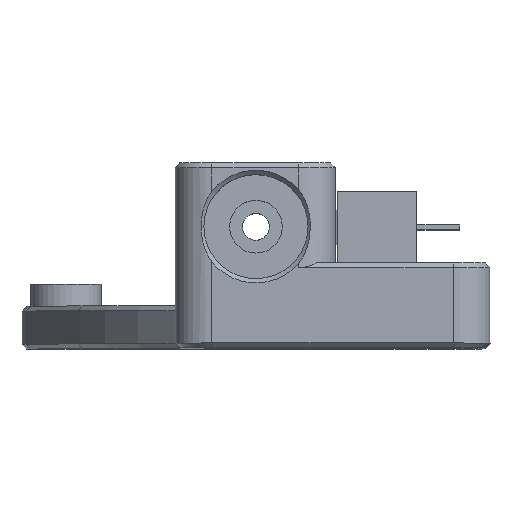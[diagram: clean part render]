
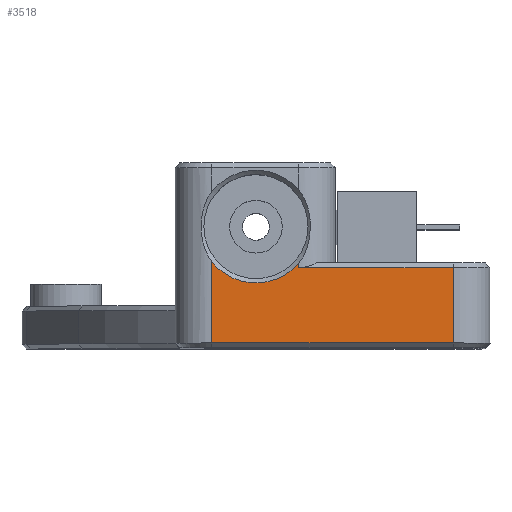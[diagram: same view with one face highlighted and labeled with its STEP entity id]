
A CAD part, top view. The second image highlights one B-rep face of the part: STEP entity #3518.
In plain terms, the highlighted planar face has unit normal (0, 0, 1).
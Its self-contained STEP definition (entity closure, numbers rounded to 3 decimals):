
#266=PLANE('',#3771);
#388=FACE_OUTER_BOUND('',#602,.T.);
#602=EDGE_LOOP('',(#2664,#2665,#2666,#2667,#2668,#2669));
#868=LINE('',#5198,#1179);
#872=LINE('',#5214,#1183);
#889=LINE('',#5279,#1200);
#903=LINE('',#5314,#1214);
#904=LINE('',#5318,#1215);
#1179=VECTOR('',#4231,10.);
#1183=VECTOR('',#4247,10.);
#1200=VECTOR('',#4296,10.);
#1214=VECTOR('',#4330,10.);
#1215=VECTOR('',#4337,10.);
#1405=CIRCLE('',#3772,4.6);
#1577=VERTEX_POINT('',#5192);
#1578=VERTEX_POINT('',#5197);
#1583=VERTEX_POINT('',#5211);
#1584=VERTEX_POINT('',#5213);
#1601=VERTEX_POINT('',#5274);
#1612=VERTEX_POINT('',#5313);
#1955=EDGE_CURVE('',#1578,#1577,#868,.T.);
#1963=EDGE_CURVE('',#1583,#1584,#872,.T.);
#1988=EDGE_CURVE('',#1578,#1601,#889,.T.);
#2006=EDGE_CURVE('',#1601,#1612,#903,.T.);
#2008=EDGE_CURVE('',#1584,#1577,#1405,.T.);
#2009=EDGE_CURVE('',#1612,#1583,#904,.T.);
#2664=ORIENTED_EDGE('',*,*,#1988,.F.);
#2665=ORIENTED_EDGE('',*,*,#1955,.T.);
#2666=ORIENTED_EDGE('',*,*,#2008,.F.);
#2667=ORIENTED_EDGE('',*,*,#1963,.F.);
#2668=ORIENTED_EDGE('',*,*,#2009,.F.);
#2669=ORIENTED_EDGE('',*,*,#2006,.F.);
#3518=ADVANCED_FACE('',(#388),#266,.T.);
#3771=AXIS2_PLACEMENT_3D('',#5316,#4333,#4334);
#3772=AXIS2_PLACEMENT_3D('',#5317,#4335,#4336);
#4231=DIRECTION('',(0.,1.,0.));
#4247=DIRECTION('',(0.,1.,0.));
#4296=DIRECTION('',(1.,0.,0.));
#4330=DIRECTION('',(0.,-1.,0.));
#4333=DIRECTION('center_axis',(0.,0.,
1.));
#4334=DIRECTION('ref_axis',(0.,1.,0.));
#4335=DIRECTION('center_axis',(0.,0.,
1.));
#4336=DIRECTION('ref_axis',(-1.,0.,0.));
#4337=DIRECTION('',(-1.,0.,0.));
#5192=CARTESIAN_POINT('',(23.489,-3.542,-16.986));
#5197=CARTESIAN_POINT('',(23.489,-3.877,-16.986));
#5198=CARTESIAN_POINT('',(23.489,3.318,-16.986));
#5211=CARTESIAN_POINT('',(16.419,-10.022,-16.986));
#5213=CARTESIAN_POINT('',(16.419,-3.386,-16.986));
#5214=CARTESIAN_POINT('',(16.419,-3.722,-16.986));
#5274=CARTESIAN_POINT('',(36.119,-3.877,-16.986));
#5279=CARTESIAN_POINT('',(22.504,-3.877,-16.986));
#5313=CARTESIAN_POINT('',(36.119,-10.022,-16.986));
#5314=CARTESIAN_POINT('',(36.119,-3.622,-16.986));
#5316=CARTESIAN_POINT('Origin',(20.019,-0.522,-16.986));
#5317=CARTESIAN_POINT('Origin',(20.019,-0.522,-16.986));
#5318=CARTESIAN_POINT('',(20.02,-10.022,-16.986));
